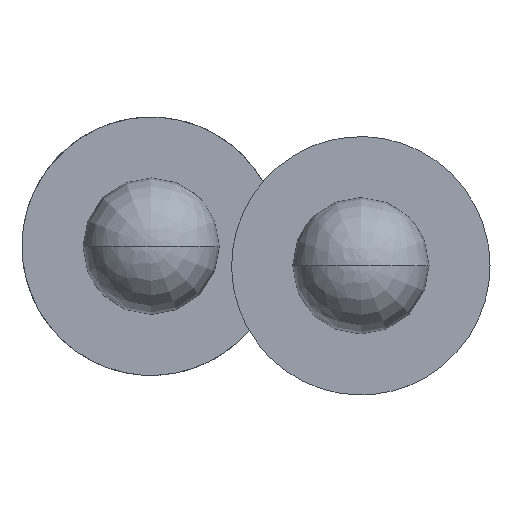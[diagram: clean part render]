
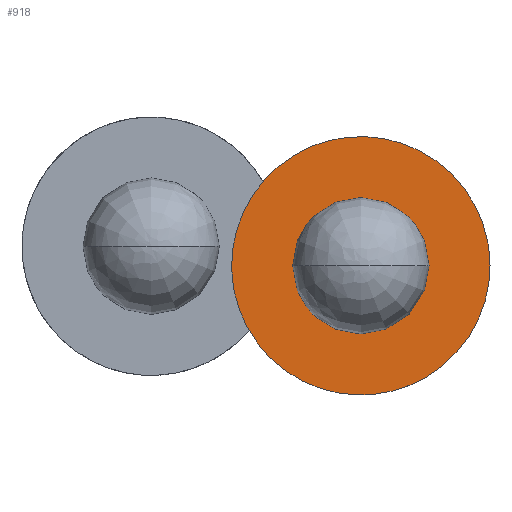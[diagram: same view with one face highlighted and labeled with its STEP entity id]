
A CAD part, top view. The second image highlights one B-rep face of the part: STEP entity #918.
In plain terms, the highlighted planar face has unit normal (0, 0, 1).
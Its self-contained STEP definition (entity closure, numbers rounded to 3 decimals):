
#36=FACE_BOUND('',#1971,.T.);
#482=B_SPLINE_CURVE_WITH_KNOTS('',3,(#10355,#10356,#10357,#10358,#10359,
#10360,#10361,#10362,#10363,#10364,#10365,#10366,#10367,#10368,#10369,#10370,
#10371,#10372,#10373,#10374,#10375,#10376,#10377,#10378,#10379),
 .UNSPECIFIED.,.F.,.F.,(4,3,3,3,3,3,3,3,4),(0.,20.856,43.476,
66.097,86.953,107.808,130.429,153.05,
173.905),.UNSPECIFIED.);
#517=B_SPLINE_CURVE_WITH_KNOTS('',3,(#10899,#10900,#10901,#10902,#10903,
#10904,#10905,#10906,#10907,#10908,#10909,#10910,#10911,#10912,#10913,#10914,
#10915,#10916,#10917,#10918,#10919,#10920,#10921,#10922,#10923),
 .UNSPECIFIED.,.F.,.F.,(4,3,3,3,3,3,3,3,4),(173.905,194.761,
217.382,240.002,260.858,281.714,304.334,
326.955,347.811),.UNSPECIFIED.);
#918=ADVANCED_FACE('',(#1437,#36),#7446,.T.);
#1437=FACE_OUTER_BOUND('',#1970,.T.);
#1970=EDGE_LOOP('',(#2901,#2902));
#1971=EDGE_LOOP('',(#2903,#2904));
#2901=ORIENTED_EDGE('',*,*,#5081,.F.);
#2902=ORIENTED_EDGE('',*,*,#4962,.F.);
#2903=ORIENTED_EDGE('',*,*,#4970,.T.);
#2904=ORIENTED_EDGE('',*,*,#5093,.T.);
#4962=EDGE_CURVE('',#6782,#6858,#6001,.T.);
#4970=EDGE_CURVE('',#6786,#6865,#482,.T.);
#5081=EDGE_CURVE('',#6858,#6782,#6089,.T.);
#5093=EDGE_CURVE('',#6865,#6786,#517,.T.);
#6001=(
BOUNDED_CURVE()
B_SPLINE_CURVE(2,(#10327,#10328,#10329,#10330,#10331),.UNSPECIFIED.,.F.,
 .F.)
B_SPLINE_CURVE_WITH_KNOTS((3,2,3),(-713.142,-534.856,
-356.571),.UNSPECIFIED.)
CURVE()
GEOMETRIC_REPRESENTATION_ITEM()
RATIONAL_B_SPLINE_CURVE((1.,0.707,1.,0.707,1.))
REPRESENTATION_ITEM('')
);
#6089=(
BOUNDED_CURVE()
B_SPLINE_CURVE(2,(#10854,#10855,#10856,#10857,#10858),.UNSPECIFIED.,.F.,
 .F.)
B_SPLINE_CURVE_WITH_KNOTS((3,2,3),(-356.571,-178.285,
0.),.UNSPECIFIED.)
CURVE()
GEOMETRIC_REPRESENTATION_ITEM()
RATIONAL_B_SPLINE_CURVE((1.,0.707,1.,0.707,1.))
REPRESENTATION_ITEM('')
);
#6782=VERTEX_POINT('',#10108);
#6786=VERTEX_POINT('',#10112);
#6858=VERTEX_POINT('',#10184);
#6865=VERTEX_POINT('',#10191);
#7446=PLANE('',#7859);
#7859=AXIS2_PLACEMENT_3D('',#10033,#8323,$);
#8323=DIRECTION('',(0.,0.,1.));
#10033=CARTESIAN_POINT('',(730.844,-141.334,40.));
#10108=CARTESIAN_POINT('',(702.469,0.541,40.));
#10112=CARTESIAN_POINT('',(533.969,0.541,40.));
#10184=CARTESIAN_POINT('',(475.469,0.541,40.));
#10191=CARTESIAN_POINT('',(643.969,0.541,40.));
#10327=CARTESIAN_POINT('',(702.469,0.541,40.));
#10328=CARTESIAN_POINT('',(702.469,-112.959,40.));
#10329=CARTESIAN_POINT('',(588.969,-112.959,40.));
#10330=CARTESIAN_POINT('',(475.469,-112.959,40.));
#10331=CARTESIAN_POINT('',(475.469,0.541,40.));
#10355=CARTESIAN_POINT('',(533.969,0.541,40.));
#10356=CARTESIAN_POINT('',(533.969,7.472,40.));
#10357=CARTESIAN_POINT('',(535.28,14.341,40.));
#10358=CARTESIAN_POINT('',(537.831,20.786,40.));
#10359=CARTESIAN_POINT('',(540.597,27.773,40.));
#10360=CARTESIAN_POINT('',(544.765,34.119,40.));
#10361=CARTESIAN_POINT('',(550.079,39.432,40.));
#10362=CARTESIAN_POINT('',(555.392,44.745,40.));
#10363=CARTESIAN_POINT('',(561.738,48.913,40.));
#10364=CARTESIAN_POINT('',(568.724,51.679,40.));
#10365=CARTESIAN_POINT('',(575.169,54.231,40.));
#10366=CARTESIAN_POINT('',(582.038,55.541,40.));
#10367=CARTESIAN_POINT('',(588.969,55.541,40.));
#10368=CARTESIAN_POINT('',(595.901,55.541,40.));
#10369=CARTESIAN_POINT('',(602.77,54.231,40.));
#10370=CARTESIAN_POINT('',(609.215,51.679,40.));
#10371=CARTESIAN_POINT('',(616.201,48.913,40.));
#10372=CARTESIAN_POINT('',(622.547,44.745,40.));
#10373=CARTESIAN_POINT('',(627.86,39.432,40.));
#10374=CARTESIAN_POINT('',(633.174,34.119,40.));
#10375=CARTESIAN_POINT('',(637.342,27.773,40.));
#10376=CARTESIAN_POINT('',(640.108,20.786,40.));
#10377=CARTESIAN_POINT('',(642.659,14.341,40.));
#10378=CARTESIAN_POINT('',(643.969,7.472,40.));
#10379=CARTESIAN_POINT('',(643.969,0.541,40.));
#10854=CARTESIAN_POINT('',(475.469,0.541,40.));
#10855=CARTESIAN_POINT('',(475.469,114.041,40.));
#10856=CARTESIAN_POINT('',(588.969,114.041,40.));
#10857=CARTESIAN_POINT('',(702.469,114.041,40.));
#10858=CARTESIAN_POINT('',(702.469,0.541,40.));
#10899=CARTESIAN_POINT('',(643.969,0.541,40.));
#10900=CARTESIAN_POINT('',(643.969,-6.39,40.));
#10901=CARTESIAN_POINT('',(642.659,-13.259,40.));
#10902=CARTESIAN_POINT('',(640.108,-19.704,40.));
#10903=CARTESIAN_POINT('',(637.342,-26.691,40.));
#10904=CARTESIAN_POINT('',(633.174,-33.036,40.));
#10905=CARTESIAN_POINT('',(627.86,-38.35,40.));
#10906=CARTESIAN_POINT('',(622.547,-43.663,40.));
#10907=CARTESIAN_POINT('',(616.201,-47.831,40.));
#10908=CARTESIAN_POINT('',(609.215,-50.597,40.));
#10909=CARTESIAN_POINT('',(602.77,-53.149,40.));
#10910=CARTESIAN_POINT('',(595.901,-54.459,40.));
#10911=CARTESIAN_POINT('',(588.969,-54.459,40.));
#10912=CARTESIAN_POINT('',(582.038,-54.459,40.));
#10913=CARTESIAN_POINT('',(575.169,-53.149,40.));
#10914=CARTESIAN_POINT('',(568.724,-50.597,40.));
#10915=CARTESIAN_POINT('',(561.738,-47.831,40.));
#10916=CARTESIAN_POINT('',(555.392,-43.663,40.));
#10917=CARTESIAN_POINT('',(550.079,-38.35,40.));
#10918=CARTESIAN_POINT('',(544.765,-33.036,40.));
#10919=CARTESIAN_POINT('',(540.597,-26.691,40.));
#10920=CARTESIAN_POINT('',(537.831,-19.704,40.));
#10921=CARTESIAN_POINT('',(535.28,-13.259,40.));
#10922=CARTESIAN_POINT('',(533.969,-6.39,40.));
#10923=CARTESIAN_POINT('',(533.969,0.541,40.));
